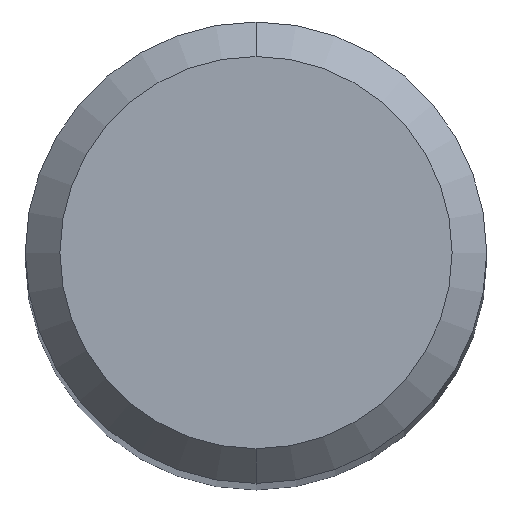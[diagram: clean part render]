
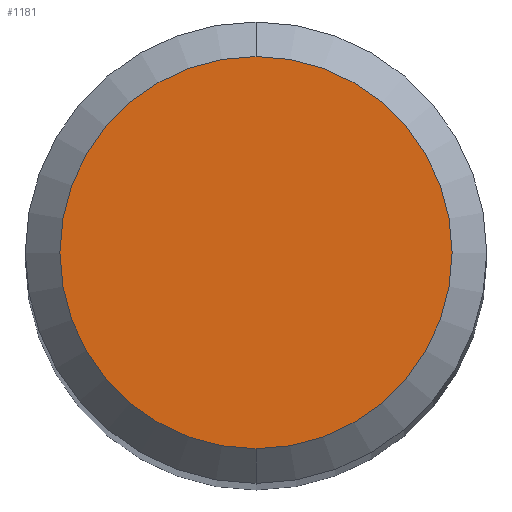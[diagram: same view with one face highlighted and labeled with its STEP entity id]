
A CAD part, top view. The second image highlights one B-rep face of the part: STEP entity #1181.
In plain terms, the highlighted planar face has unit normal (0, 0, 1).
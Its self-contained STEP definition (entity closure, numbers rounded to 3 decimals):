
#599=VERTEX_POINT('',#1411);
#731=VERTEX_POINT('',#1557);
#733=EDGE_CURVE('',#599,#731,#1559,.T.);
#1153=EDGE_CURVE('',#731,#599,#2020,.T.);
#1181=ADVANCED_FACE('',(#2050),#2051,.T.);
#1411=CARTESIAN_POINT('',(0.0,1.7,0.0));
#1557=CARTESIAN_POINT('',(0.,-1.7,0.0));
#1559=CIRCLE('',#3223,1.7);
#2020=CIRCLE('',#5045,1.7);
#2050=FACE_OUTER_BOUND('',#5181,.T.);
#2051=PLANE('',#5182);
#3223=AXIS2_PLACEMENT_3D('',#5604,#5605,#5606);
#5045=AXIS2_PLACEMENT_3D('',#6085,#6086,#6087);
#5181=EDGE_LOOP('',(#6125,#6126));
#5182=AXIS2_PLACEMENT_3D('',#6127,#6128,#6129);
#5604=CARTESIAN_POINT('',(0.0,0.0,0.0));
#5605=DIRECTION('',(0.0,0.0,-1.0));
#5606=DIRECTION('',(0.0,1.0,0.0));
#6085=CARTESIAN_POINT('',(0.0,0.0,0.0));
#6086=DIRECTION('',(0.0,0.0,-1.0));
#6087=DIRECTION('',(0.0,1.0,0.0));
#6125=ORIENTED_EDGE('',*,*,#733,.F.);
#6126=ORIENTED_EDGE('',*,*,#1153,.F.);
#6127=CARTESIAN_POINT('',(0.0,0.85,0.0));
#6128=DIRECTION('',(-0.0,0.0,1.0));
#6129=DIRECTION('',(0.0,-1.0,0.0));
